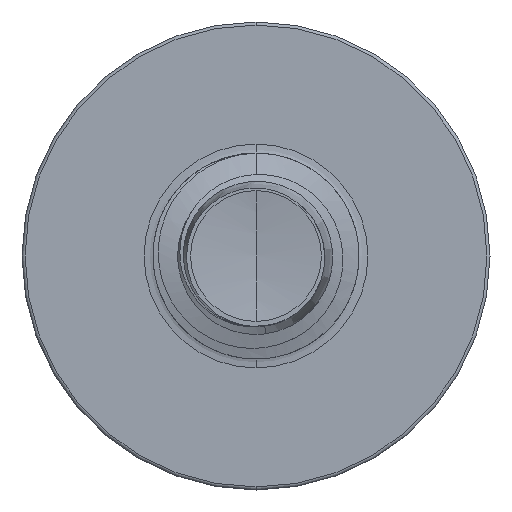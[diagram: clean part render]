
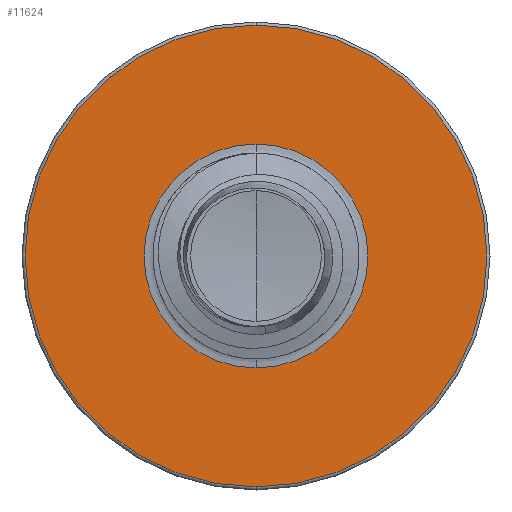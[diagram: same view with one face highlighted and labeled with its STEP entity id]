
A CAD part, front view. The second image highlights one B-rep face of the part: STEP entity #11624.
In plain terms, the highlighted planar face has unit normal (0, -1, 0).
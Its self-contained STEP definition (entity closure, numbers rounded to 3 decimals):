
#21 = AXIS2_PLACEMENT_3D ( 'NONE', #11491, #11483, #11471 ) ;
#1560 = DIRECTION ( 'NONE',  ( 0., 0., 1. ) ) ;
#1587 = DIRECTION ( 'NONE',  ( 0., 1., 0. ) ) ;
#1698 = EDGE_CURVE ( 'NONE', #14641, #10452, #15265, .T. ) ;
#1837 = PLANE ( 'NONE',  #5295 ) ;
#2205 = CARTESIAN_POINT ( 'NONE',  ( 0., 3.5, -1.196 ) ) ;
#2929 = CIRCLE ( 'NONE', #21, 2.467 ) ;
#3405 = EDGE_CURVE ( 'NONE', #10452, #14641, #2929, .T. ) ;
#3851 = AXIS2_PLACEMENT_3D ( 'NONE', #5511, #5506, #5482 ) ;
#4293 = EDGE_LOOP ( 'NONE', ( #4901, #12800 ) ) ;
#4705 = EDGE_CURVE ( 'NONE', #14724, #14118, #13756, .T. ) ;
#4780 = DIRECTION ( 'NONE',  ( 0., 0., 1. ) ) ;
#4799 = DIRECTION ( 'NONE',  ( 0., 1., 0. ) ) ;
#4832 = CARTESIAN_POINT ( 'NONE',  ( 0., 3.5, 0. ) ) ;
#4901 = ORIENTED_EDGE ( 'NONE', *, *, #4705, .T. ) ;
#5099 = AXIS2_PLACEMENT_3D ( 'NONE', #4832, #4799, #4780 ) ;
#5295 = AXIS2_PLACEMENT_3D ( 'NONE', #2205, #1587, #1560 ) ;
#5482 = DIRECTION ( 'NONE',  ( 0., 0., 1. ) ) ;
#5506 = DIRECTION ( 'NONE',  ( 0., 1., 0. ) ) ;
#5511 = CARTESIAN_POINT ( 'NONE',  ( 0., 3.5, 0. ) ) ;
#5560 = CARTESIAN_POINT ( 'NONE',  ( 0., 3.5, -1.196 ) ) ;
#7973 = CARTESIAN_POINT ( 'NONE',  ( 0., 3.5, -2.467 ) ) ;
#8392 = EDGE_CURVE ( 'NONE', #14118, #14724, #12883, .T. ) ;
#8448 = AXIS2_PLACEMENT_3D ( 'NONE', #8649, #8630, #8611 ) ;
#8611 = DIRECTION ( 'NONE',  ( 0., 0., 1. ) ) ;
#8630 = DIRECTION ( 'NONE',  ( 0., 1., 0. ) ) ;
#8649 = CARTESIAN_POINT ( 'NONE',  ( 0., 3.5, 0. ) ) ;
#10452 = VERTEX_POINT ( 'NONE', #7973 ) ;
#10673 = FACE_BOUND ( 'NONE', #4293, .T. ) ;
#11471 = DIRECTION ( 'NONE',  ( 0., 0., 1. ) ) ;
#11483 = DIRECTION ( 'NONE',  ( 0., 1., 0. ) ) ;
#11491 = CARTESIAN_POINT ( 'NONE',  ( 0., 3.5, 0. ) ) ;
#11624 = ADVANCED_FACE ( 'NONE', ( #13291, #10673 ), #1837, .F. ) ;
#12457 = ORIENTED_EDGE ( 'NONE', *, *, #1698, .F. ) ;
#12800 = ORIENTED_EDGE ( 'NONE', *, *, #8392, .T. ) ;
#12883 = CIRCLE ( 'NONE', #3851, 1.196 ) ;
#13226 = EDGE_LOOP ( 'NONE', ( #12457, #15315 ) ) ;
#13291 = FACE_OUTER_BOUND ( 'NONE', #13226, .T. ) ;
#13756 = CIRCLE ( 'NONE', #8448, 1.196 ) ;
#14113 = CARTESIAN_POINT ( 'NONE',  ( 0., 3.5, 1.196 ) ) ;
#14118 = VERTEX_POINT ( 'NONE', #5560 ) ;
#14585 = CARTESIAN_POINT ( 'NONE',  ( 0., 3.5, 2.467 ) ) ;
#14641 = VERTEX_POINT ( 'NONE', #14585 ) ;
#14724 = VERTEX_POINT ( 'NONE', #14113 ) ;
#15265 = CIRCLE ( 'NONE', #5099, 2.467 ) ;
#15315 = ORIENTED_EDGE ( 'NONE', *, *, #3405, .F. ) ;
